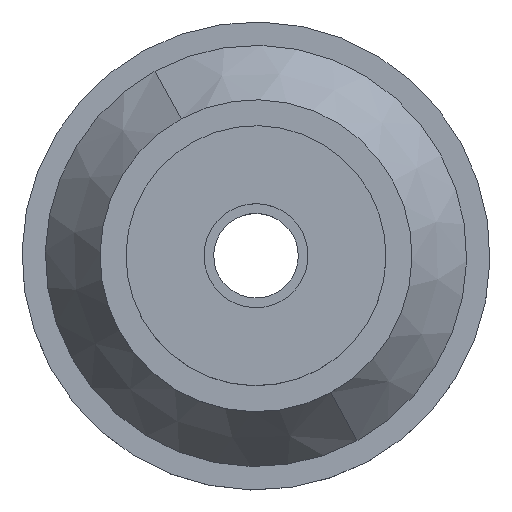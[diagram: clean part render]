
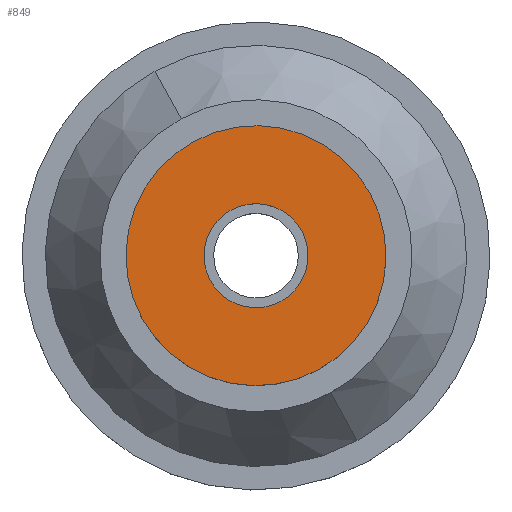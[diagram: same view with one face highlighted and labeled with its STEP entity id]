
A CAD part, top view. The second image highlights one B-rep face of the part: STEP entity #849.
In plain terms, the highlighted planar face has unit normal (0, 0, 1).
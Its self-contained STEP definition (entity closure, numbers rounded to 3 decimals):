
#384=CARTESIAN_POINT('Vertex',(1.918,-3.51,21.5)) ;
#387=CARTESIAN_POINT('Axis2P3D Location',(0.,0.,21.5)) ;
#391=CARTESIAN_POINT('Vertex',(-1.918,3.51,21.5)) ;
#411=CARTESIAN_POINT('Axis2P3D Location',(0.,0.,21.5)) ;
#428=CARTESIAN_POINT('Axis2P3D Location',(0.,0.,21.5)) ;
#432=CARTESIAN_POINT('Vertex',(4.794,-8.776,21.5)) ;
#434=CARTESIAN_POINT('Vertex',(-4.794,8.776,21.5)) ;
#463=CARTESIAN_POINT('Axis2P3D Location',(0.,0.,21.5)) ;
#836=CARTESIAN_POINT('Axis2P3D Location',(0.,-10.,21.5)) ;
#388=DIRECTION('Axis2P3D Direction',(0.,0.,1.)) ;
#412=DIRECTION('Axis2P3D Direction',(0.,0.,1.)) ;
#429=DIRECTION('Axis2P3D Direction',(0.,0.,1.)) ;
#464=DIRECTION('Axis2P3D Direction',(0.,0.,1.)) ;
#837=DIRECTION('Axis2P3D Direction',(0.,0.,1.)) ;
#838=DIRECTION('Axis2P3D XDirection',(1.,0.,0.)) ;
#389=AXIS2_PLACEMENT_3D('Circle Axis2P3D',#387,#388,$) ;
#413=AXIS2_PLACEMENT_3D('Circle Axis2P3D',#411,#412,$) ;
#430=AXIS2_PLACEMENT_3D('Circle Axis2P3D',#428,#429,$) ;
#465=AXIS2_PLACEMENT_3D('Circle Axis2P3D',#463,#464,$) ;
#839=AXIS2_PLACEMENT_3D('Plane Axis2P3D',#836,#837,#838) ;
#842=ORIENTED_EDGE('',*,*,#467,.T.) ;
#843=ORIENTED_EDGE('',*,*,#436,.T.) ;
#846=ORIENTED_EDGE('',*,*,#393,.F.) ;
#847=ORIENTED_EDGE('',*,*,#415,.F.) ;
#848=FACE_BOUND('',#845,.T.) ;
#849=ADVANCED_FACE('PartBody',(#844,#848),#840,.T.) ;
#390=CIRCLE('generated circle',#389,4.) ;
#414=CIRCLE('generated circle',#413,4.) ;
#431=CIRCLE('generated circle',#430,10.) ;
#466=CIRCLE('generated circle',#465,10.) ;
#393=EDGE_CURVE('',#385,#392,#390,.T.) ;
#415=EDGE_CURVE('',#392,#385,#414,.T.) ;
#436=EDGE_CURVE('',#433,#435,#431,.T.) ;
#467=EDGE_CURVE('',#435,#433,#466,.T.) ;
#841=EDGE_LOOP('',(#842,#843)) ;
#845=EDGE_LOOP('',(#846,#847)) ;
#844=FACE_OUTER_BOUND('',#841,.T.) ;
#840=PLANE('',#839) ;
#385=VERTEX_POINT('',#384) ;
#392=VERTEX_POINT('',#391) ;
#433=VERTEX_POINT('',#432) ;
#435=VERTEX_POINT('',#434) ;
